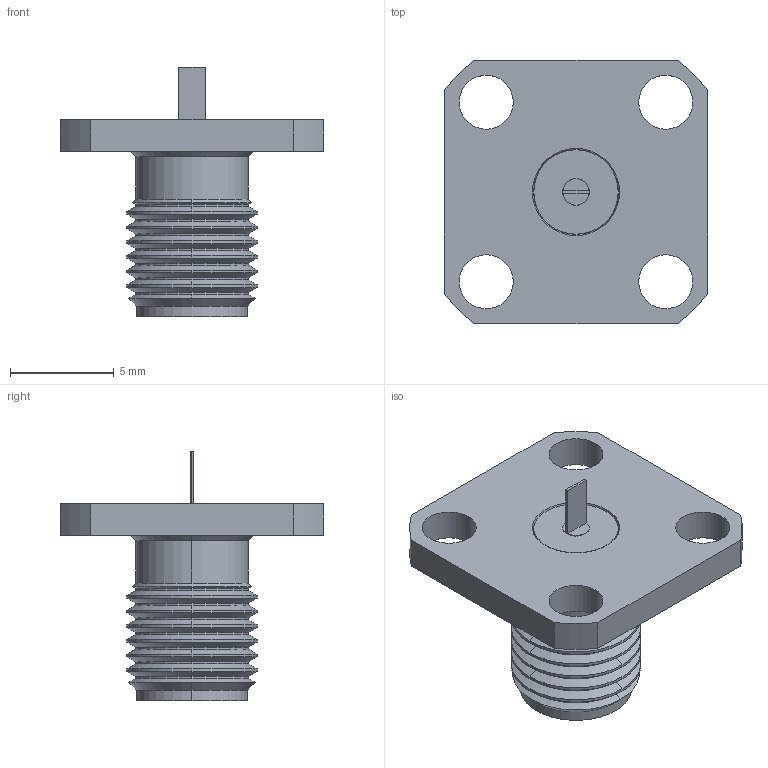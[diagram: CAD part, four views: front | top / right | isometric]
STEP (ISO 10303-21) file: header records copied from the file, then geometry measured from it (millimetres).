
FILE_DESCRIPTION (( 'STEP AP203' ), '1' );
FILE_NAME ('R125.510.001D.STEP', '2014-09-23T13:28:28', ( 'adminradiall' ), ( 'Microsoft' ), 'SwSTEP 2.0', 'SolidWorks 2014', '' );
FILE_SCHEMA (( 'CONFIG_CONTROL_DESIGN' ));
Length unit declared in the file: millimetre
Products named in the file (1): R125.510.001D
Bounding box: 12.7 x 12.7 x 11.99 mm (x, y, z)
Volume: 376.4 mm3; surface area: 648 mm2
Topology: 1 solids, 1 shells, 130 faces, 318 edges, 200 vertices
Faces by surface type: cylinder 54, cone 53, plane 23
Entity records: 3981 total; most frequent: DIRECTION 732, CARTESIAN_POINT 712, ORIENTED_EDGE 636, EDGE_CURVE 318, AXIS2_PLACEMENT_3D 304, VERTEX_POINT 200, CIRCLE 173, EDGE_LOOP 148
